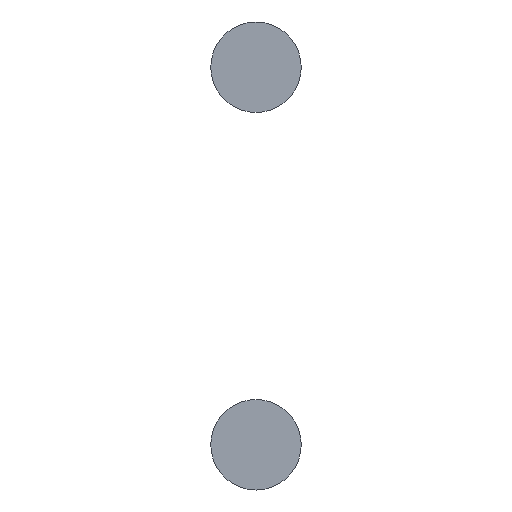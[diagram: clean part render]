
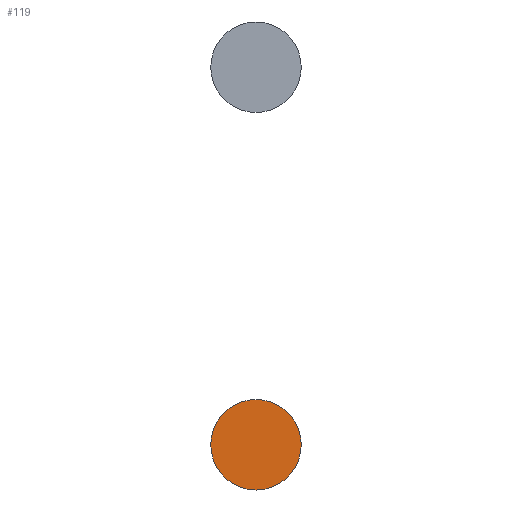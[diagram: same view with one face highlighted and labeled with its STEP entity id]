
A CAD part, left-side view. The second image highlights one B-rep face of the part: STEP entity #119.
In plain terms, the highlighted planar face has unit normal (-1, 0, 0).
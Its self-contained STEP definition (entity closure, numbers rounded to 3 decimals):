
#22=PLANE('',#150);
#31=FACE_OUTER_BOUND('',#43,.T.);
#43=EDGE_LOOP('',(#94));
#62=CIRCLE('',#148,275.8);
#70=VERTEX_POINT('',#216);
#79=EDGE_CURVE('',#70,#70,#62,.T.);
#94=ORIENTED_EDGE('',*,*,#79,.F.);
#119=ADVANCED_FACE('',(#31),#22,.F.);
#148=AXIS2_PLACEMENT_3D('',#218,#173,#174);
#150=AXIS2_PLACEMENT_3D('',#220,#177,#178);
#173=DIRECTION('center_axis',(1.,0.,0.));
#174=DIRECTION('ref_axis',(0.,0.,-1.));
#177=DIRECTION('center_axis',(1.,0.,0.));
#178=DIRECTION('ref_axis',(0.,0.,-1.));
#216=CARTESIAN_POINT('',(1000.,275.8,-2924.2));
#218=CARTESIAN_POINT('Origin',(1000.,275.8,-3200.));
#220=CARTESIAN_POINT('Origin',(1000.,275.8,-3200.));
